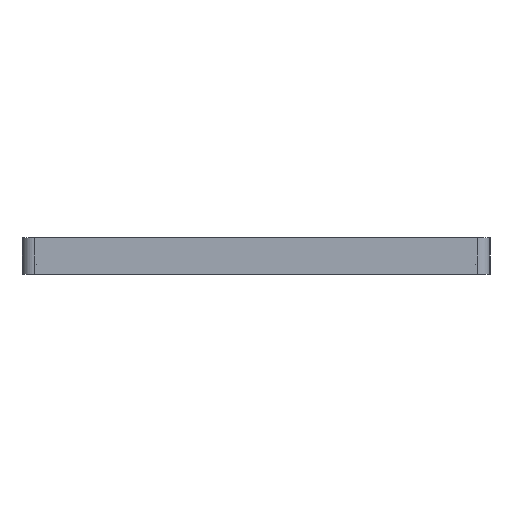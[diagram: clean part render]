
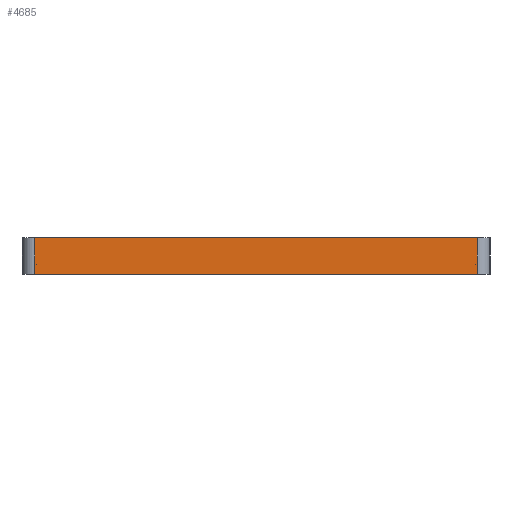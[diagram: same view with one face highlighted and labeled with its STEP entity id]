
A CAD part, left-side view. The second image highlights one B-rep face of the part: STEP entity #4685.
In plain terms, the highlighted planar face has unit normal (-1, 0, 0).
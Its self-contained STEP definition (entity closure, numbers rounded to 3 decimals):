
#665=FACE_OUTER_BOUND('',#941,.T.);
#941=EDGE_LOOP('',(#4249,#4250,#4251,#4252));
#1074=LINE('',#6405,#1504);
#1088=LINE('',#6448,#1518);
#1387=LINE('',#8870,#1817);
#1388=LINE('',#8871,#1818);
#1504=VECTOR('',#5075,10.);
#1518=VECTOR('',#5117,10.);
#1817=VECTOR('',#5624,10.);
#1818=VECTOR('',#5625,10.);
#2006=VERTEX_POINT('',#6402);
#2007=VERTEX_POINT('',#6404);
#2022=VERTEX_POINT('',#6447);
#2266=VERTEX_POINT('',#8869);
#2476=EDGE_CURVE('',#2007,#2006,#1074,.T.);
#2498=EDGE_CURVE('',#2007,#2022,#1088,.T.);
#2937=EDGE_CURVE('',#2266,#2006,#1387,.T.);
#2938=EDGE_CURVE('',#2022,#2266,#1388,.T.);
#4249=ORIENTED_EDGE('',*,*,#2476,.T.);
#4250=ORIENTED_EDGE('',*,*,#2937,.F.);
#4251=ORIENTED_EDGE('',*,*,#2938,.F.);
#4252=ORIENTED_EDGE('',*,*,#2498,.F.);
#4442=PLANE('',#4867);
#4685=ADVANCED_FACE('',(#665),#4442,.T.);
#4867=AXIS2_PLACEMENT_3D('',#8868,#5622,#5623);
#5075=DIRECTION('',(0.,1.,0.));
#5117=DIRECTION('',(0.,0.,-1.));
#5622=DIRECTION('center_axis',(-1.,0.,0.));
#5623=DIRECTION('ref_axis',(0.,-1.,0.));
#5624=DIRECTION('',(0.,0.,1.));
#5625=DIRECTION('',(0.,1.,0.));
#6402=CARTESIAN_POINT('',(-90.232,55.679,11.5));
#6404=CARTESIAN_POINT('',(-90.232,-83.721,11.5));
#6405=CARTESIAN_POINT('',(-90.232,57.429,11.5));
#6447=CARTESIAN_POINT('',(-90.232,-83.721,0.));
#6448=CARTESIAN_POINT('',(-90.232,-83.721,0.));
#8868=CARTESIAN_POINT('Origin',(-90.232,59.679,0.));
#8869=CARTESIAN_POINT('',(-90.232,55.679,0.));
#8870=CARTESIAN_POINT('',(-90.232,55.679,0.));
#8871=CARTESIAN_POINT('',(-90.232,-87.721,0.));
